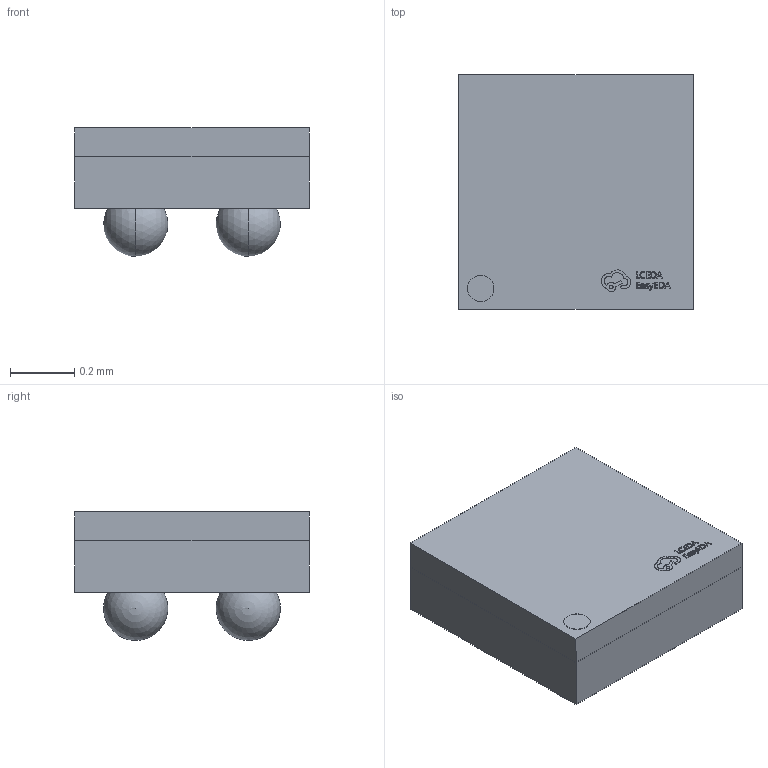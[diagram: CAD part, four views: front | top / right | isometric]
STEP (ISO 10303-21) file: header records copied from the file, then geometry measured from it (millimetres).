
FILE_DESCRIPTION (( 'STEP AP214' ), '1' );
FILE_NAME ('DSBGA-4_L0.7-W0.7-R2-C2-P0.35-BL.step', '2022-06-22T14:31:07', ( '' ), ( '' ), 'SwSTEP 2.0', 'SolidWorks 2020', '' );
FILE_SCHEMA (( 'AUTOMOTIVE_DESIGN' ));
Length unit declared in the file: millimetre
Products named in the file (1): DSBGA-4_L0.7-W0.7-R2-C2-P0.35-BL
Bounding box: 0.73 x 0.73 x 0.4 mm (x, y, z)
Volume: 0.1 mm3; surface area: 3.1 mm2
Topology: 2 solids, 2 shells, 306 faces, 837 edges, 558 vertices
Faces by surface type: plane 184, bspline 112, sphere 8, cylinder 2
Entity records: 14074 total; most frequent: CARTESIAN_POINT 3774, ORIENTED_EDGE 1634, DIRECTION 999, EDGE_CURVE 817, VECTOR 569, LINE 569, VERTEX_POINT 546, EDGE_LOOP 337
